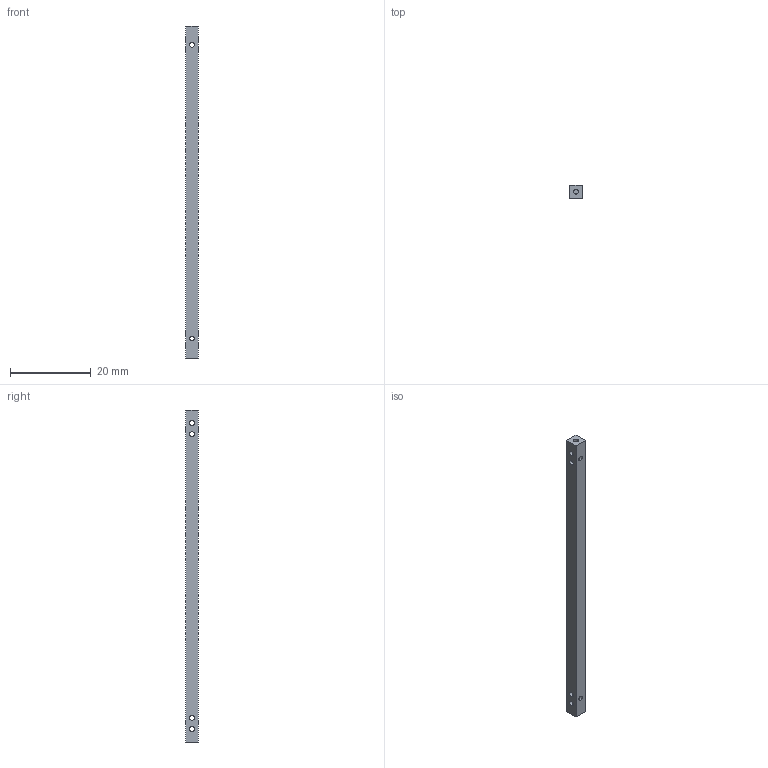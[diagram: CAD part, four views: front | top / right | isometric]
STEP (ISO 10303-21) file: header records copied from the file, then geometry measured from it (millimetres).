
FILE_DESCRIPTION (( 'STEP AP203' ), '1' );
FILE_NAME ('Varilla L.step_Predeterminado_sldprt.STEP', '2025-01-30T00:13:43', ( '' ), ( '' ), 'SwSTEP 2.0', 'SolidWorks 2025', '' );
FILE_SCHEMA (( 'CONFIG_CONTROL_DESIGN' ));
Length unit declared in the file: millimetre
Products named in the file (1): Varilla L.step_Predeterminado_sldprt
Bounding box: 3.2 x 3.2 x 82 mm (x, y, z)
Volume: 787.5 mm3; surface area: 1207.2 mm2
Topology: 1 solids, 1 shells, 42 faces, 118 edges, 70 vertices
Faces by surface type: cylinder 34, plane 8
Entity records: 1719 total; most frequent: CARTESIAN_POINT 595, ORIENTED_EDGE 236, DIRECTION 200, EDGE_CURVE 118, AXIS2_PLACEMENT_3D 75, VERTEX_POINT 70, EDGE_LOOP 58, LINE 50
